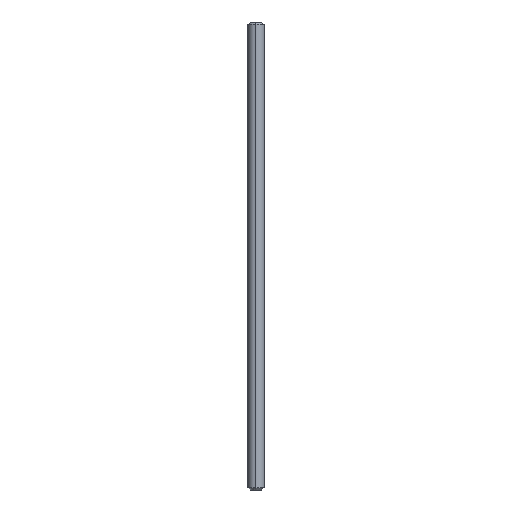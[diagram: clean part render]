
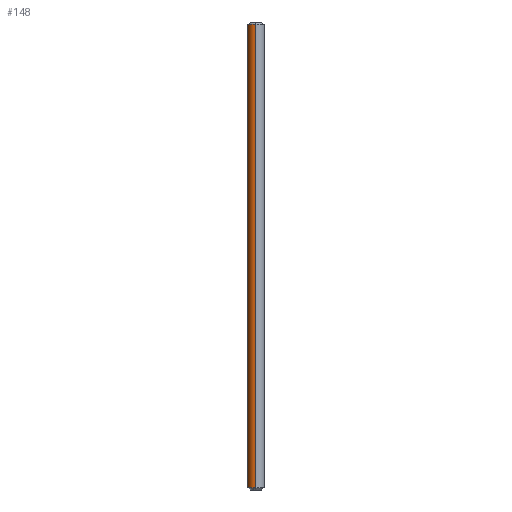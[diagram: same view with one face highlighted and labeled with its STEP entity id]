
A CAD part, left-side view. The second image highlights one B-rep face of the part: STEP entity #148.
In plain terms, the highlighted cylindrical face has radius 5 mm (diameter 10 mm), a partial arc.
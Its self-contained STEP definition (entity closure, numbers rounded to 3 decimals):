
#32=CARTESIAN_POINT('',(0.,0.,143.5));
#33=DIRECTION('',(0.,0.,1.));
#34=DIRECTION('',(1.,0.,0.));
#35=AXIS2_PLACEMENT_3D('',#32,#33,#34);
#37=CARTESIAN_POINT('',(0.,0.,-143.5));
#38=DIRECTION('',(0.,0.,-1.));
#39=DIRECTION('',(-1.,0.,0.));
#40=AXIS2_PLACEMENT_3D('',#37,#38,#39);
#42=DIRECTION('',(0.,0.,1.));
#43=VECTOR('',#42,287.);
#44=CARTESIAN_POINT('',(5.,0.,-143.5));
#45=LINE('',#44,#43);
#74=DIRECTION('',(0.,0.,1.));
#75=VECTOR('',#74,287.);
#76=CARTESIAN_POINT('',(-5.,0.,-143.5));
#77=LINE('',#76,#75);
#82=CARTESIAN_POINT('',(-5.,0.,143.5));
#83=CARTESIAN_POINT('',(5.,0.,143.5));
#84=VERTEX_POINT('',#82);
#85=VERTEX_POINT('',#83);
#90=CARTESIAN_POINT('',(5.,0.,-143.5));
#91=CARTESIAN_POINT('',(-5.,0.,-143.5));
#92=VERTEX_POINT('',#90);
#93=VERTEX_POINT('',#91);
#134=CARTESIAN_POINT('',(0.,0.,-145.));
#135=DIRECTION('',(0.,0.,1.));
#136=DIRECTION('',(1.,0.,0.));
#137=AXIS2_PLACEMENT_3D('',#134,#135,#136);
#138=CYLINDRICAL_SURFACE('',#137,5.);
#140=ORIENTED_EDGE('',*,*,#139,.T.);
#142=ORIENTED_EDGE('',*,*,#141,.F.);
#143=ORIENTED_EDGE('',*,*,#128,.T.);
#145=ORIENTED_EDGE('',*,*,#144,.T.);
#146=EDGE_LOOP('',(#140,#142,#143,#145));
#147=FACE_OUTER_BOUND('',#146,.F.);
#148=ADVANCED_FACE('',(#147),#138,.T.);
#36=CIRCLE('',#35,5.);
#41=CIRCLE('',#40,5.);
#128=EDGE_CURVE('',#93,#92,#41,.T.);
#139=EDGE_CURVE('',#85,#84,#36,.T.);
#141=EDGE_CURVE('',#93,#84,#77,.T.);
#144=EDGE_CURVE('',#92,#85,#45,.T.);
